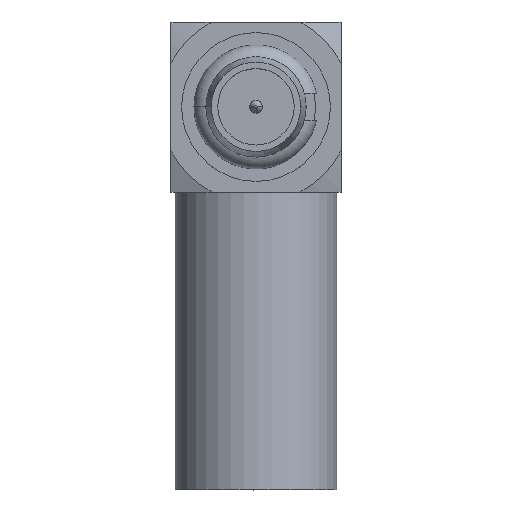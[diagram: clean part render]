
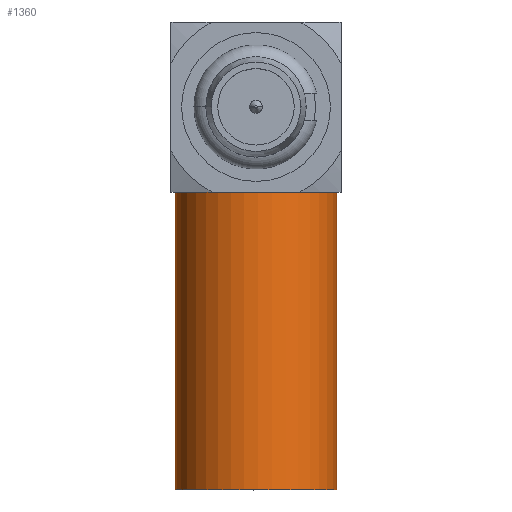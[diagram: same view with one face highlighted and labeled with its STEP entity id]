
A CAD part, top view. The second image highlights one B-rep face of the part: STEP entity #1360.
In plain terms, the highlighted cylindrical face has radius 1.9 mm (diameter 3.8 mm), a partial arc.
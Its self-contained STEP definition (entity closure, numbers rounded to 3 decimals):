
#406 = EDGE_LOOP ( 'NONE', ( #1414, #2277, #3852, #3320 ) ) ;
#480 = VERTEX_POINT ( 'NONE', #4249 ) ;
#551 = CARTESIAN_POINT ( 'NONE',  ( 1.899, -9., 1.946 ) ) ;
#648 = CARTESIAN_POINT ( 'NONE',  ( 0., -2., 2. ) ) ;
#697 = EDGE_CURVE ( 'NONE', #3265, #865, #3782, .T. ) ;
#815 = EDGE_CURVE ( 'NONE', #841, #3265, #1193, .T. ) ;
#841 = VERTEX_POINT ( 'NONE', #551 ) ;
#865 = VERTEX_POINT ( 'NONE', #4679 ) ;
#880 = FACE_OUTER_BOUND ( 'NONE', #406, .T. ) ;
#897 = CARTESIAN_POINT ( 'NONE',  ( -1.899, -9., 2.054 ) ) ;
#908 = CIRCLE ( 'NONE', #3408, 1.9 ) ;
#1032 = DIRECTION ( 'NONE',  ( 1., 0., -0.029 ) ) ;
#1082 = DIRECTION ( 'NONE',  ( 0., -1., 0. ) ) ;
#1193 = CIRCLE ( 'NONE', #3018, 1.9 ) ;
#1360 = ADVANCED_FACE ( 'NONE', ( #880 ), #2717, .T. ) ;
#1414 = ORIENTED_EDGE ( 'NONE', *, *, #815, .F. ) ;
#1847 = CARTESIAN_POINT ( 'NONE',  ( 1.899, -9., 1.946 ) ) ;
#1981 = EDGE_CURVE ( 'NONE', #480, #865, #908, .T. ) ;
#2277 = ORIENTED_EDGE ( 'NONE', *, *, #4246, .T. ) ;
#2717 = CYLINDRICAL_SURFACE ( 'NONE', #2983, 1.9 ) ;
#2730 = CARTESIAN_POINT ( 'NONE',  ( 0., -9., 2. ) ) ;
#2983 = AXIS2_PLACEMENT_3D ( 'NONE', #3065, #3393, #4479 ) ;
#3000 = DIRECTION ( 'NONE',  ( 0., 1., 0. ) ) ;
#3018 = AXIS2_PLACEMENT_3D ( 'NONE', #2730, #3450, #4152 ) ;
#3065 = CARTESIAN_POINT ( 'NONE',  ( 0., -9., 2. ) ) ;
#3265 = VERTEX_POINT ( 'NONE', #3461 ) ;
#3320 = ORIENTED_EDGE ( 'NONE', *, *, #697, .F. ) ;
#3393 = DIRECTION ( 'NONE',  ( 0., 1., 0. ) ) ;
#3408 = AXIS2_PLACEMENT_3D ( 'NONE', #648, #1082, #1032 ) ;
#3450 = DIRECTION ( 'NONE',  ( 0., -1., 0. ) ) ;
#3461 = CARTESIAN_POINT ( 'NONE',  ( -1.899, -9., 2.054 ) ) ;
#3464 = VECTOR ( 'NONE', #4490, 1000. ) ;
#3678 = LINE ( 'NONE', #1847, #4197 ) ;
#3782 = LINE ( 'NONE', #897, #3464 ) ;
#3852 = ORIENTED_EDGE ( 'NONE', *, *, #1981, .T. ) ;
#4152 = DIRECTION ( 'NONE',  ( 1., 0., -0.029 ) ) ;
#4197 = VECTOR ( 'NONE', #3000, 1000. ) ;
#4246 = EDGE_CURVE ( 'NONE', #841, #480, #3678, .T. ) ;
#4249 = CARTESIAN_POINT ( 'NONE',  ( 1.899, -2., 1.946 ) ) ;
#4479 = DIRECTION ( 'NONE',  ( -1., 0., 0.029 ) ) ;
#4490 = DIRECTION ( 'NONE',  ( 0., 1., 0. ) ) ;
#4679 = CARTESIAN_POINT ( 'NONE',  ( -1.899, -2., 2.054 ) ) ;
